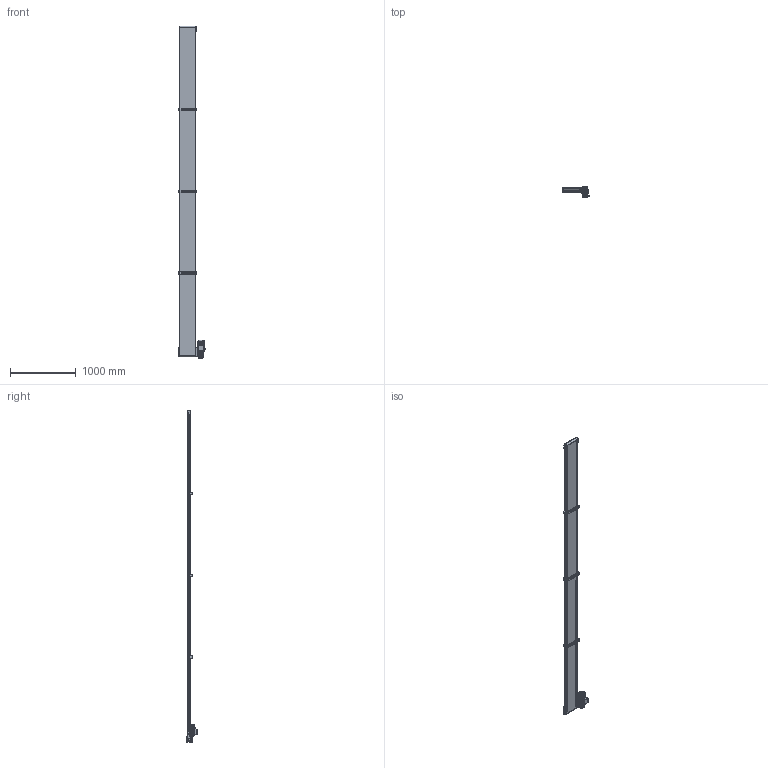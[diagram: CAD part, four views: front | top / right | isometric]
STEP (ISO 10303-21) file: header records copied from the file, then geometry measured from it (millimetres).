
FILE_DESCRIPTION (( 'STEP AP214' ), '1' );
FILE_NAME ('C4E2505M020000 - Convoyeur 40 - 250x5000 2m-min.STEP', '2024-09-30T13:30:51', ( '' ), ( '' ), 'SwSTEP 2.0', 'SolidWorks 2021', '' );
FILE_SCHEMA (( 'AUTOMOTIVE_DESIGN' ));
Length unit declared in the file: millimetre
Products named in the file (1): C4E2505M020000 - Convoyeur 40 - 250x5000 2m-min
Bounding box: 416.64 x 165 x 5062.3 mm (x, y, z)
Volume: 14247820.3 mm3; surface area: 10349486.7 mm2
Topology: 50 solids, 57 shells, 4259 faces, 11374 edges, 7370 vertices
Faces by surface type: plane 2638, cylinder 1205, cone 313, bspline 76, torus 19, sphere 8
Entity records: 183707 total; most frequent: CARTESIAN_POINT 29697, ORIENTED_EDGE 22660, DIRECTION 21644, EDGE_CURVE 11330, VERTEX_POINT 7370, LINE 7298, VECTOR 7298, AXIS2_PLACEMENT_3D 7173
